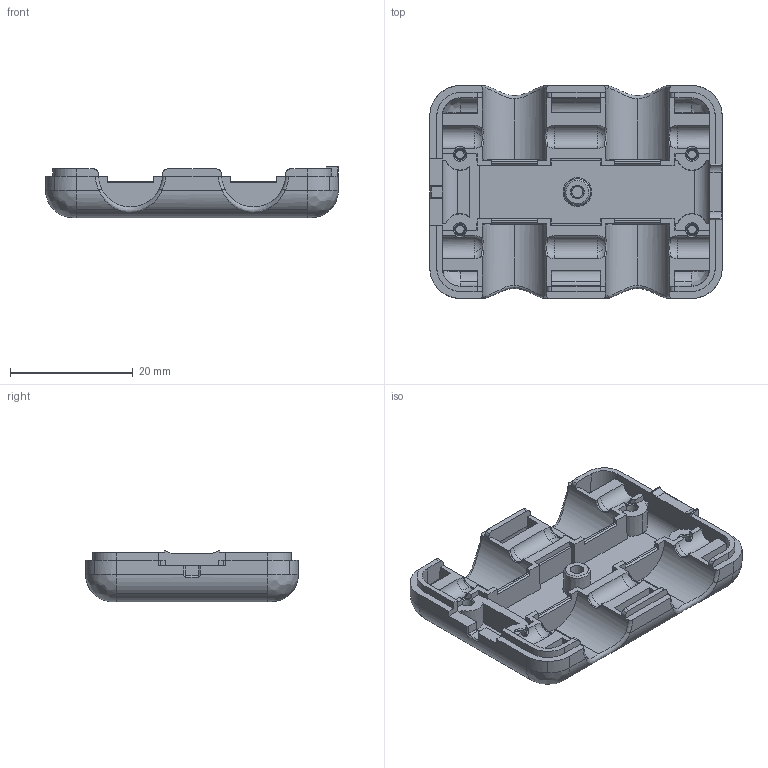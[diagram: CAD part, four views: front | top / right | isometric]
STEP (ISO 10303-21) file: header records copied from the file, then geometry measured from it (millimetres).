
FILE_DESCRIPTION(('HOOPS Exchange Step'),'2;1');
FILE_NAME('LowerShell.stp','2023-12-20T19:43:20+16:00',('Mitch'),('Unknown organisation'),'HOOPS Exchange 2023.2','HOOPS Exchange','Unknown authorisation');
FILE_SCHEMA( ('AP203_CONFIGURATION_CONTROLLED_3D_DESIGN_OF_MECHANICAL_PARTS_AND_ASSEMBLIES_MIM_LF') );
Length unit declared in the file: millimetre
Products named in the file (1): LowerShell
Bounding box: 47.65 x 34.69 x 8.45 mm (x, y, z)
Volume: 6119.5 mm3; surface area: 5643.9 mm2
Topology: 1 solids, 1 shells, 326 faces, 979 edges, 654 vertices
Faces by surface type: plane 159, cylinder 83, cone 28, bspline 28, torus 16, sphere 12
Entity records: 23300 total; most frequent: CARTESIAN_POINT 14845, ORIENTED_EDGE 1944, DIRECTION 1561, EDGE_CURVE 972, VERTEX_POINT 654, AXIS2_PLACEMENT_3D 529, VECTOR 503, LINE 503
